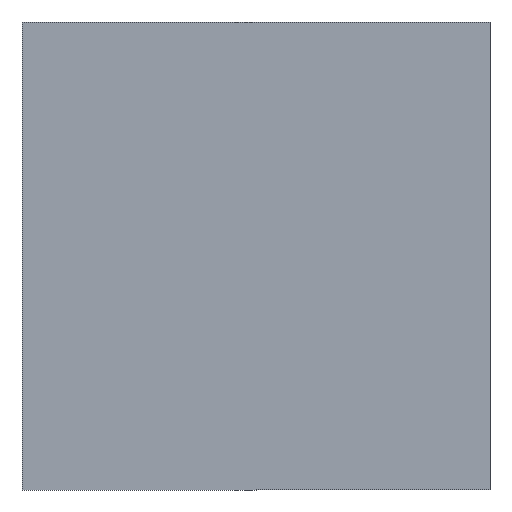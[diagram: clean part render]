
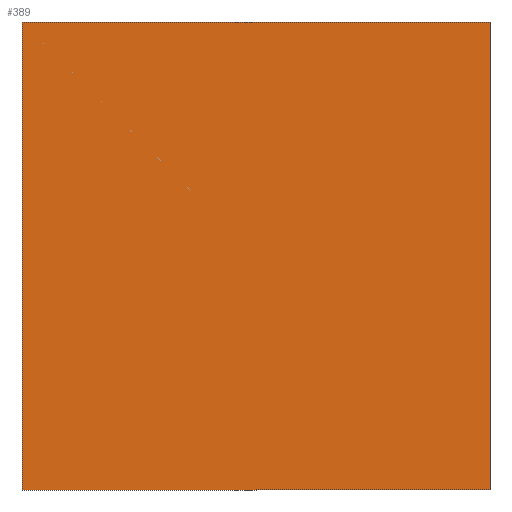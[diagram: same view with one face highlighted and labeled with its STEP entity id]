
A CAD part, front view. The second image highlights one B-rep face of the part: STEP entity #389.
In plain terms, the highlighted planar face has unit normal (0, -1, 0).
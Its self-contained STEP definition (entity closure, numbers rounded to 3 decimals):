
#24 = DIRECTION ( 'NONE',  ( 1., 0., 0. ) ) ;
#31 = CARTESIAN_POINT ( 'NONE',  ( 0., 0., -42. ) ) ;
#34 = LINE ( 'NONE', #304, #43 ) ;
#40 = ORIENTED_EDGE ( 'NONE', *, *, #319, .F. ) ;
#43 = VECTOR ( 'NONE', #267, 1000. ) ;
#63 = EDGE_CURVE ( 'NONE', #180, #177, #34, .T. ) ;
#74 = ORIENTED_EDGE ( 'NONE', *, *, #163, .F. ) ;
#83 = CARTESIAN_POINT ( 'NONE',  ( 0., 0., 0. ) ) ;
#100 = LINE ( 'NONE', #330, #224 ) ;
#156 = VERTEX_POINT ( 'NONE', #31 ) ;
#159 = CARTESIAN_POINT ( 'NONE',  ( 0., 0., -42. ) ) ;
#162 = CARTESIAN_POINT ( 'NONE',  ( 0., 0., 0. ) ) ;
#163 = EDGE_CURVE ( 'NONE', #156, #221, #366, .T. ) ;
#171 = ORIENTED_EDGE ( 'NONE', *, *, #288, .F. ) ;
#177 = VERTEX_POINT ( 'NONE', #263 ) ;
#178 = DIRECTION ( 'NONE',  ( 0., 0., -1. ) ) ;
#180 = VERTEX_POINT ( 'NONE', #202 ) ;
#193 = DIRECTION ( 'NONE',  ( -1., 0., 0. ) ) ;
#202 = CARTESIAN_POINT ( 'NONE',  ( 42., 0., 0. ) ) ;
#207 = LINE ( 'NONE', #159, #290 ) ;
#221 = VERTEX_POINT ( 'NONE', #239 ) ;
#224 = VECTOR ( 'NONE', #24, 1000. ) ;
#239 = CARTESIAN_POINT ( 'NONE',  ( 0., 0., 0. ) ) ;
#263 = CARTESIAN_POINT ( 'NONE',  ( 42., 0., -42. ) ) ;
#267 = DIRECTION ( 'NONE',  ( 0., 0., -1. ) ) ;
#287 = VECTOR ( 'NONE', #299, 1000. ) ;
#288 = EDGE_CURVE ( 'NONE', #177, #156, #207, .T. ) ;
#290 = VECTOR ( 'NONE', #193, 1000. ) ;
#298 = AXIS2_PLACEMENT_3D ( 'NONE', #83, #439, #178 ) ;
#299 = DIRECTION ( 'NONE',  ( 0., 0., 1. ) ) ;
#304 = CARTESIAN_POINT ( 'NONE',  ( 42., 0., 0. ) ) ;
#319 = EDGE_CURVE ( 'NONE', #221, #180, #100, .T. ) ;
#320 = PLANE ( 'NONE',  #298 ) ;
#330 = CARTESIAN_POINT ( 'NONE',  ( 0., 0., 0. ) ) ;
#351 = FACE_OUTER_BOUND ( 'NONE', #387, .T. ) ;
#366 = LINE ( 'NONE', #162, #287 ) ;
#387 = EDGE_LOOP ( 'NONE', ( #74, #171, #405, #40 ) ) ;
#389 = ADVANCED_FACE ( 'NONE', ( #351 ), #320, .T. ) ;
#405 = ORIENTED_EDGE ( 'NONE', *, *, #63, .F. ) ;
#439 = DIRECTION ( 'NONE',  ( 0., -1., 0. ) ) ;
